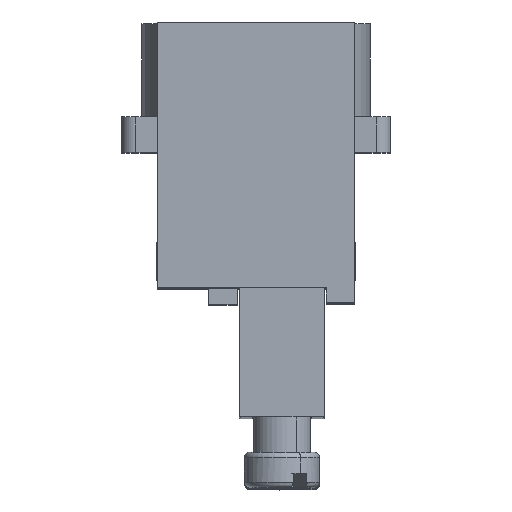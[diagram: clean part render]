
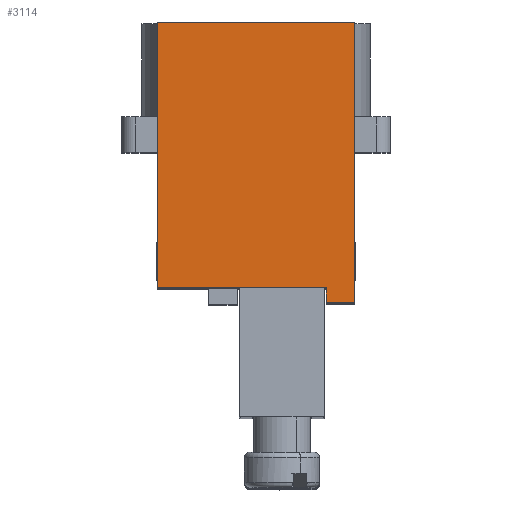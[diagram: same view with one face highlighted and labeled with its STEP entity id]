
A CAD part, top view. The second image highlights one B-rep face of the part: STEP entity #3114.
In plain terms, the highlighted face is planar.
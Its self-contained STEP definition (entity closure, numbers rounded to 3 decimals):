
#1030 = ORIENTED_EDGE ( 'NONE', *, *, #14056, .F. ) ;
#1135 = VERTEX_POINT ( 'NONE', #5926 ) ;
#1235 = VERTEX_POINT ( 'NONE', #15965 ) ;
#1434 = DIRECTION ( 'NONE',  ( 1., 0., 0. ) ) ;
#1475 = LINE ( 'NONE', #2854, #13956 ) ;
#2058 = CARTESIAN_POINT ( 'NONE',  ( -34.5, 19.6, -6.9 ) ) ;
#2377 = VERTEX_POINT ( 'NONE', #8157 ) ;
#2732 = ORIENTED_EDGE ( 'NONE', *, *, #16819, .F. ) ;
#2813 = FACE_OUTER_BOUND ( 'NONE', #3610, .T. ) ;
#2854 = CARTESIAN_POINT ( 'NONE',  ( -34.5, 19.6, -6.9 ) ) ;
#3114 = ADVANCED_FACE ( 'NONE', ( #2813 ), #9856, .F. ) ;
#3212 = LINE ( 'NONE', #11527, #11996 ) ;
#3261 = CARTESIAN_POINT ( 'NONE',  ( -34.5, 0., 6.9 ) ) ;
#3610 = EDGE_LOOP ( 'NONE', ( #18127, #1030, #6868, #4404, #2732, #5510 ) ) ;
#4223 = DIRECTION ( 'NONE',  ( 0., 0., -1. ) ) ;
#4404 = ORIENTED_EDGE ( 'NONE', *, *, #5373, .T. ) ;
#4573 = AXIS2_PLACEMENT_3D ( 'NONE', #4583, #1434, #4223 ) ;
#4583 = CARTESIAN_POINT ( 'NONE',  ( -34.5, 0., 6.9 ) ) ;
#4602 = DIRECTION ( 'NONE',  ( 0., 0., -1. ) ) ;
#5373 = EDGE_CURVE ( 'NONE', #14081, #1235, #3212, .T. ) ;
#5471 = DIRECTION ( 'NONE',  ( 0., -1., 0. ) ) ;
#5510 = ORIENTED_EDGE ( 'NONE', *, *, #15252, .F. ) ;
#5926 = CARTESIAN_POINT ( 'NONE',  ( -34.5, 19.6, -4.9 ) ) ;
#6868 = ORIENTED_EDGE ( 'NONE', *, *, #9209, .F. ) ;
#6996 = DIRECTION ( 'NONE',  ( 0., -1., 0. ) ) ;
#8157 = CARTESIAN_POINT ( 'NONE',  ( -34.5, 0., 6.9 ) ) ;
#8903 = VECTOR ( 'NONE', #4602, 1000. ) ;
#9209 = EDGE_CURVE ( 'NONE', #14081, #2377, #10289, .T. ) ;
#9856 = PLANE ( 'NONE',  #4573 ) ;
#9970 = VERTEX_POINT ( 'NONE', #2058 ) ;
#10054 = DIRECTION ( 'NONE',  ( 0., 0., -1. ) ) ;
#10059 = CARTESIAN_POINT ( 'NONE',  ( -34.5, 19.6, -4.9 ) ) ;
#10289 = LINE ( 'NONE', #3261, #16301 ) ;
#11289 = CARTESIAN_POINT ( 'NONE',  ( -34.5, 0., -6.9 ) ) ;
#11378 = LINE ( 'NONE', #11289, #15852 ) ;
#11425 = CARTESIAN_POINT ( 'NONE',  ( -34.5, 18.6, 6.9 ) ) ;
#11527 = CARTESIAN_POINT ( 'NONE',  ( -34.5, 18.6, 6.9 ) ) ;
#11996 = VECTOR ( 'NONE', #10054, 1000. ) ;
#12217 = VERTEX_POINT ( 'NONE', #13982 ) ;
#12844 = DIRECTION ( 'NONE',  ( 0., 0., 1. ) ) ;
#13143 = DIRECTION ( 'NONE',  ( 0., -1., 0. ) ) ;
#13956 = VECTOR ( 'NONE', #12844, 1000. ) ;
#13982 = CARTESIAN_POINT ( 'NONE',  ( -34.5, 0., -6.9 ) ) ;
#14056 = EDGE_CURVE ( 'NONE', #2377, #12217, #16961, .T. ) ;
#14081 = VERTEX_POINT ( 'NONE', #11425 ) ;
#14734 = EDGE_CURVE ( 'NONE', #9970, #12217, #11378, .T. ) ;
#14848 = VECTOR ( 'NONE', #5471, 1000. ) ;
#15252 = EDGE_CURVE ( 'NONE', #9970, #1135, #1475, .T. ) ;
#15341 = LINE ( 'NONE', #10059, #14848 ) ;
#15587 = CARTESIAN_POINT ( 'NONE',  ( -34.5, 0., 6.9 ) ) ;
#15852 = VECTOR ( 'NONE', #6996, 1000. ) ;
#15965 = CARTESIAN_POINT ( 'NONE',  ( -34.5, 18.6, -4.9 ) ) ;
#16301 = VECTOR ( 'NONE', #13143, 1000. ) ;
#16819 = EDGE_CURVE ( 'NONE', #1135, #1235, #15341, .T. ) ;
#16961 = LINE ( 'NONE', #15587, #8903 ) ;
#18127 = ORIENTED_EDGE ( 'NONE', *, *, #14734, .T. ) ;
